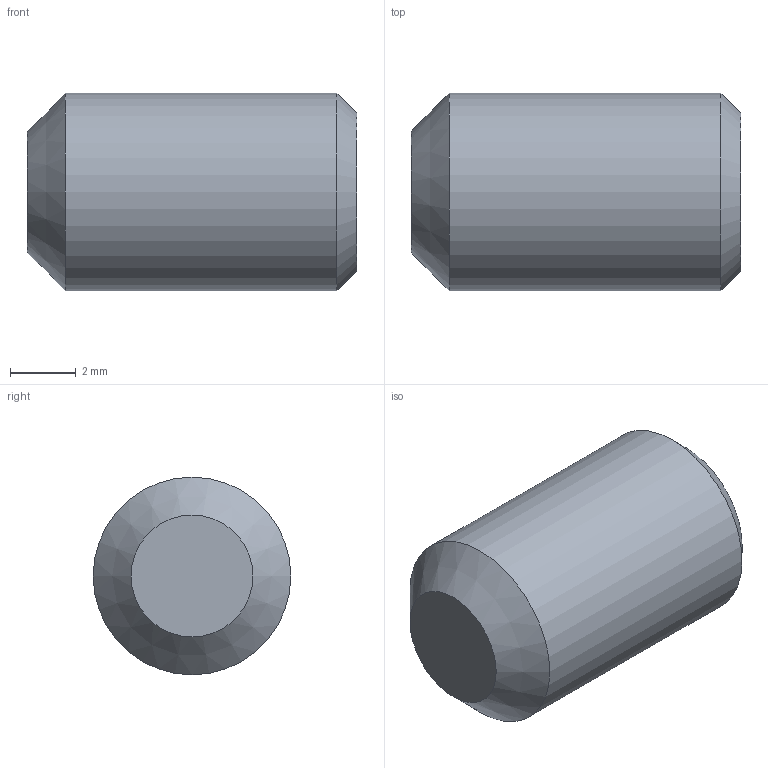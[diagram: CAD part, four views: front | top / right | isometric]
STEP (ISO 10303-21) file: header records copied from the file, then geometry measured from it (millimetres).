
FILE_DESCRIPTION (( 'STEP AP203' ), '1' );
FILE_NAME ('58299-V4A-10.STEP', '2020-04-06T08:11:39', ( '' ), ( '' ), 'SwSTEP 2.0', 'SolidWorks 2015', '' );
FILE_SCHEMA (( 'CONFIG_CONTROL_DESIGN' ));
Length unit declared in the file: millimetre
Products named in the file (2): 58299-V4A-10
Bounding box: 10 x 6 x 6 mm (x, y, z)
Volume: 239.3 mm3; surface area: 262.6 mm2
Topology: 1 solids, 1 shells, 290 faces, 767 edges, 510 vertices
Faces by surface type: plane 155, bspline 131, cone 3, cylinder 1
Full cylindrical faces by diameter (mm): 6 x1
Entity records: 16883 total; most frequent: CARTESIAN_POINT 10460, ORIENTED_EDGE 1520, DIRECTION 830, EDGE_CURVE 760, VERTEX_POINT 506, LINE 488, VECTOR 488, EDGE_LOOP 324
